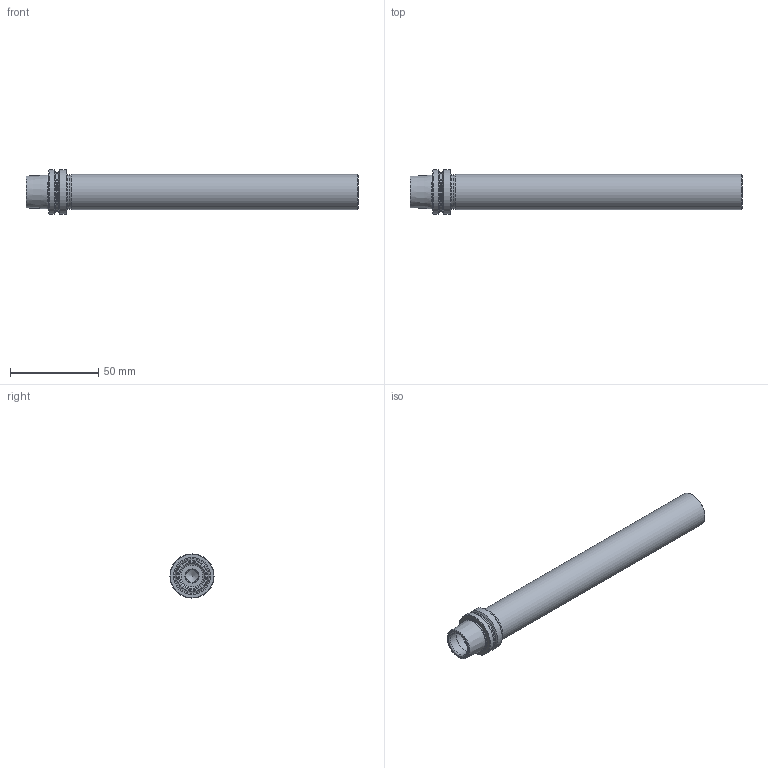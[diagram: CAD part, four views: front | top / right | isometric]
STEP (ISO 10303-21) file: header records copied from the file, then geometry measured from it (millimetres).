
FILE_DESCRIPTION(/* description */ ('Unknown'),/* implementation_level */ '2;1');
FILE_NAME(/* name */ '755625400',/* time_stamp */ '2022-06-13T14:24:44+02:00',/* author */ ('Unknown'),/* organization */ ('Unknown'),/* preprocessor_version */ 'ST-DEVELOPER v16.7',/* originating_system */ 'DEX',/* authorisation */ $);
FILE_SCHEMA (('AUTOMOTIVE_DESIGN {1 0 10303 214 3 1 1}'));
Length unit declared in the file: millimetre
Products named in the file (1): 0026159
Bounding box: 188 x 25 x 25 mm (x, y, z)
Volume: 53617.6 mm3; surface area: 15322.4 mm2
Topology: 1 solids, 1 shells, 44 faces, 93 edges, 54 vertices
Faces by surface type: cone 17, cylinder 12, torus 10, plane 5
Full cylindrical faces by diameter (mm): 7 x1, 8 x1, 8.5 x1, 14 x2, 16.4 x1, 19.059 x1, 19.4 x1, 20 x1, 22 x1, 25 x2
Entity records: 912 total; most frequent: DIRECTION 176, CARTESIAN_POINT 133, FACE_BOUND 88, AXIS2_PLACEMENT_3D 88, ORIENTED_EDGE 86, EDGE_LOOP 86, VERTEX_POINT 45, ADVANCED_FACE 44
